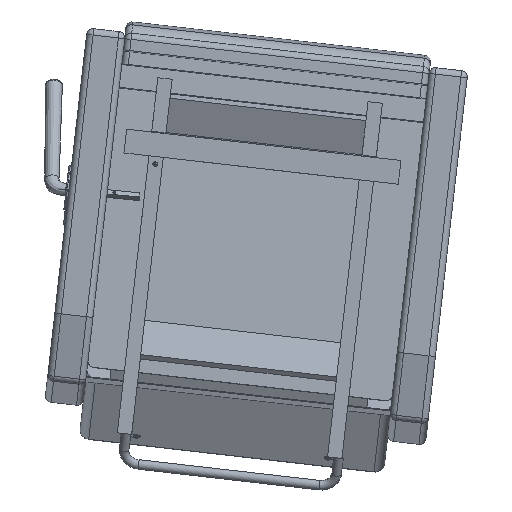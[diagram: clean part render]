
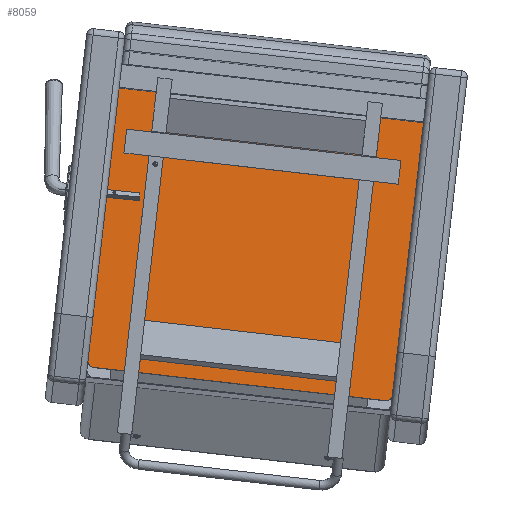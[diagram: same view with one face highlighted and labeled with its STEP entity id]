
A CAD part, front view. The second image highlights one B-rep face of the part: STEP entity #8059.
In plain terms, the highlighted face is planar.
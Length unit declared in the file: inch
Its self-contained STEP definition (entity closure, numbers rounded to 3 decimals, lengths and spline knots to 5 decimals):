
#514=PLANE('',#8933);
#957=LINE('',#13035,#1500);
#974=LINE('',#13146,#1517);
#975=LINE('',#13148,#1518);
#976=LINE('',#13149,#1519);
#1500=VECTOR('',#10293,0.3937);
#1517=VECTOR('',#10388,0.3937);
#1518=VECTOR('',#10389,0.3937);
#1519=VECTOR('',#10390,0.3937);
#2227=FACE_OUTER_BOUND('',#2771,.T.);
#2771=EDGE_LOOP('',(#6083,#6084,#6085,#6086,#6087,#6088));
#3352=CIRCLE('',#8869,0.5);
#3377=CIRCLE('',#8914,0.5);
#3824=VERTEX_POINT('',#12983);
#3825=VERTEX_POINT('',#12985);
#3841=VERTEX_POINT('',#13033);
#3854=VERTEX_POINT('',#13115);
#3861=VERTEX_POINT('',#13145);
#3862=VERTEX_POINT('',#13147);
#4636=EDGE_CURVE('',#3824,#3825,#3352,.T.);
#4661=EDGE_CURVE('',#3824,#3841,#957,.T.);
#4685=EDGE_CURVE('',#3854,#3841,#3377,.T.);
#4699=EDGE_CURVE('',#3861,#3854,#974,.T.);
#4700=EDGE_CURVE('',#3862,#3861,#975,.T.);
#4701=EDGE_CURVE('',#3862,#3825,#976,.T.);
#6083=ORIENTED_EDGE('',*,*,#4636,.F.);
#6084=ORIENTED_EDGE('',*,*,#4661,.T.);
#6085=ORIENTED_EDGE('',*,*,#4685,.F.);
#6086=ORIENTED_EDGE('',*,*,#4699,.F.);
#6087=ORIENTED_EDGE('',*,*,#4700,.F.);
#6088=ORIENTED_EDGE('',*,*,#4701,.T.);
#8059=ADVANCED_FACE('',(#2227),#514,.T.);
#8869=AXIS2_PLACEMENT_3D('',#12986,#10234,#10235);
#8914=AXIS2_PLACEMENT_3D('',#13117,#10346,#10347);
#8933=AXIS2_PLACEMENT_3D('',#13144,#10386,#10387);
#10234=DIRECTION('center_axis',(0.,1.,0.));
#10235=DIRECTION('ref_axis',(-0.707,0.,-0.707));
#10293=DIRECTION('',(1.,0.,0.));
#10346=DIRECTION('center_axis',(0.,1.,0.));
#10347=DIRECTION('ref_axis',(0.707,0.,-0.707));
#10386=DIRECTION('center_axis',(0.,-1.,0.));
#10387=DIRECTION('ref_axis',(0.,0.,-1.));
#10388=DIRECTION('',(0.,0.,-1.));
#10389=DIRECTION('',(1.,0.,0.));
#10390=DIRECTION('',(0.,0.,-1.));
#12983=CARTESIAN_POINT('',(0.5,0.,0.));
#12985=CARTESIAN_POINT('',(0.,0.,0.5));
#12986=CARTESIAN_POINT('Origin',(0.5,0.,0.5));
#13033=CARTESIAN_POINT('',(23.5,0.,0.));
#13035=CARTESIAN_POINT('',(0.,0.,0.));
#13115=CARTESIAN_POINT('',(24.,0.,0.5));
#13117=CARTESIAN_POINT('Origin',(23.5,0.,0.5));
#13144=CARTESIAN_POINT('Origin',(0.,0.,22.));
#13145=CARTESIAN_POINT('',(24.,0.,22.));
#13146=CARTESIAN_POINT('',(24.,0.,22.));
#13147=CARTESIAN_POINT('',(0.,0.,22.));
#13148=CARTESIAN_POINT('',(0.,0.,22.));
#13149=CARTESIAN_POINT('',(0.,0.,22.));
